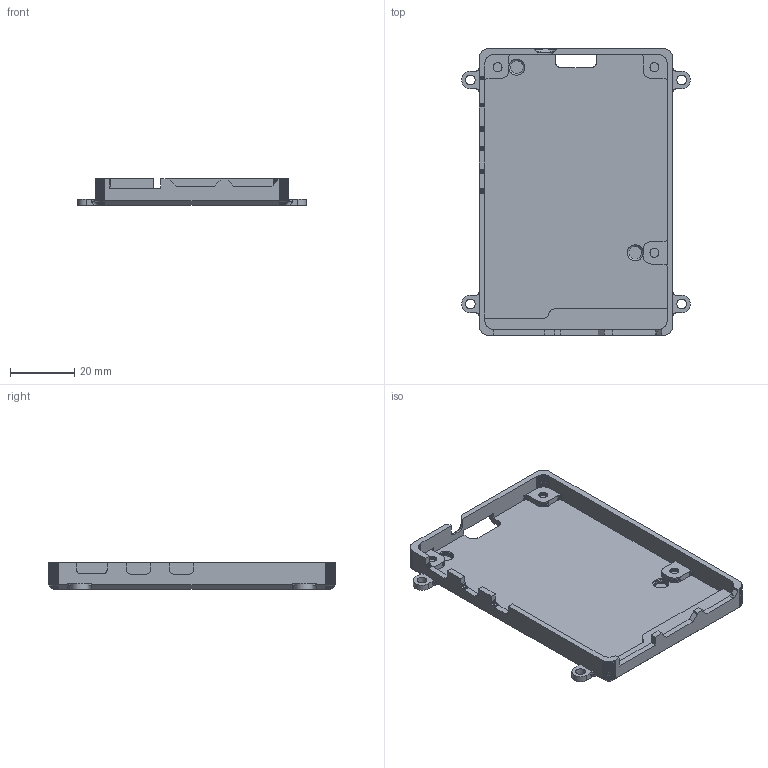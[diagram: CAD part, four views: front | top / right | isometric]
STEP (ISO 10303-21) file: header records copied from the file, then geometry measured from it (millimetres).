
FILE_DESCRIPTION(('STEP AP242'), '1');
FILE_NAME('pi5-case-base', '', ('UNSPECIFIED'), ('UNSPECIFIED'), 'C3D Converter', 'C3D Toolkit', '');
FILE_SCHEMA(('AP242_MANAGED_MODEL_BASED_3D_ENGINEERING_MIM_LF { 1 0 10303 442 1 1 4 }'));
Length unit declared in the file: millimetre
Bounding box: 71.5 x 89.6 x 8.4 mm (x, y, z)
Volume: 14164 mm3; surface area: 14878.3 mm2
Topology: 1 solids, 1 shells, 1017 faces, 2461 edges, 1453 vertices
Faces by surface type: plane 993, cylinder 24
Full cylindrical faces by diameter (mm): 3 x4
Entity records: 28443 total; most frequent: CARTESIAN_POINT 5022, ORIENTED_EDGE 4914, DIRECTION 4501, EDGE_CURVE 2457, LINE 2417, VECTOR 2417, VERTEX_POINT 1496, AXIS2_PLACEMENT_3D 1042
